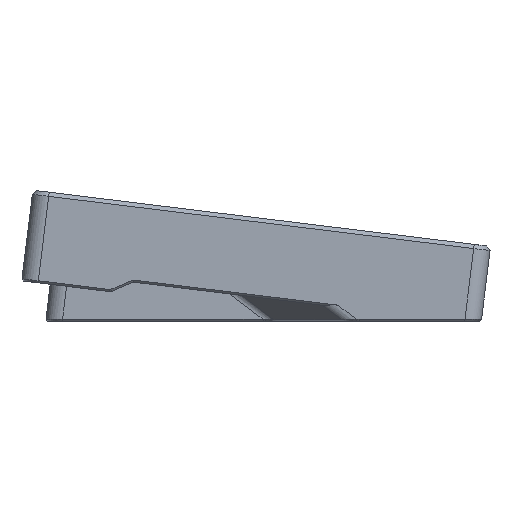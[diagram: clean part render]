
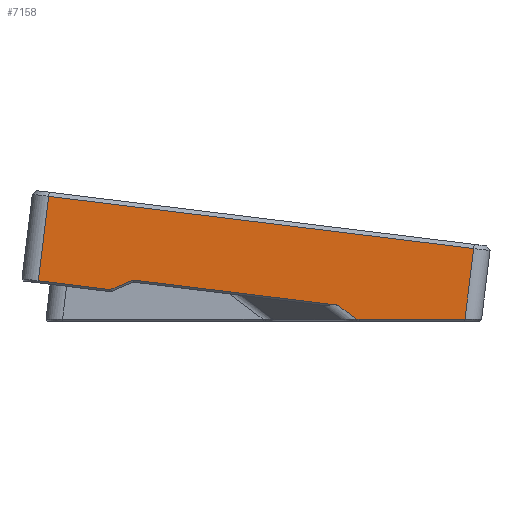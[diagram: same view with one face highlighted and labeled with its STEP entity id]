
A CAD part, left-side view. The second image highlights one B-rep face of the part: STEP entity #7158.
In plain terms, the highlighted planar face has unit normal (-1, 0, 0).
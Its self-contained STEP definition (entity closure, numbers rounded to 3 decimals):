
#203=B_SPLINE_CURVE_WITH_KNOTS('',3,(#10559,#10560,#10561,#10562,#10563,
#10564,#10565,#10566,#10567,#10568,#10569,#10570,#10571),.UNSPECIFIED.,
 .F.,.F.,(4,3,3,3,4),(0.,0.008,0.014,0.022,
0.028),.UNSPECIFIED.);
#204=B_SPLINE_CURVE_WITH_KNOTS('',3,(#10577,#10578,#10579,#10580),
 .UNSPECIFIED.,.F.,.F.,(4,4),(-1.571,-1.438),
 .UNSPECIFIED.);
#205=B_SPLINE_CURVE_WITH_KNOTS('',3,(#10583,#10584,#10585,#10586),
 .UNSPECIFIED.,.F.,.F.,(4,4),(1.556,1.571),
 .UNSPECIFIED.);
#288=ELLIPSE('',#7654,1.008,0.7);
#336=PLANE('',#7653);
#543=FACE_OUTER_BOUND('',#955,.T.);
#955=EDGE_LOOP('',(#5043,#5044,#5045,#5046,#5047,#5048,#5049,#5050,#5051,
#5052,#5053,#5054));
#1361=LINE('',#10248,#2020);
#1367=LINE('',#10269,#2026);
#1450=LINE('',#10543,#2109);
#1452=LINE('',#10553,#2111);
#1453=LINE('',#10557,#2112);
#1454=LINE('',#10573,#2113);
#1455=LINE('',#10575,#2114);
#1456=LINE('',#10582,#2115);
#2020=VECTOR('',#8279,10.);
#2026=VECTOR('',#8303,10.);
#2109=VECTOR('',#8556,10.);
#2111=VECTOR('',#8560,10.);
#2112=VECTOR('',#8563,10.);
#2113=VECTOR('',#8564,10.);
#2114=VECTOR('',#8565,10.);
#2115=VECTOR('',#8566,10.);
#2974=VERTEX_POINT('',#10238);
#2976=VERTEX_POINT('',#10244);
#2983=VERTEX_POINT('',#10267);
#3076=VERTEX_POINT('',#10542);
#3078=VERTEX_POINT('',#10552);
#3079=VERTEX_POINT('',#10554);
#3080=VERTEX_POINT('',#10556);
#3081=VERTEX_POINT('',#10558);
#3082=VERTEX_POINT('',#10572);
#3083=VERTEX_POINT('',#10574);
#3084=VERTEX_POINT('',#10576);
#3085=VERTEX_POINT('',#10581);
#3699=EDGE_CURVE('',#2974,#2976,#1361,.T.);
#3710=EDGE_CURVE('',#2983,#2974,#1367,.T.);
#3839=EDGE_CURVE('',#2976,#3076,#1450,.T.);
#3842=EDGE_CURVE('',#3078,#2983,#1452,.T.);
#3843=EDGE_CURVE('',#3079,#3078,#288,.T.);
#3844=EDGE_CURVE('',#3080,#3079,#1453,.T.);
#3845=EDGE_CURVE('',#3081,#3080,#203,.T.);
#3846=EDGE_CURVE('',#3082,#3081,#1454,.T.);
#3847=EDGE_CURVE('',#3082,#3083,#1455,.T.);
#3848=EDGE_CURVE('',#3084,#3083,#204,.T.);
#3849=EDGE_CURVE('',#3085,#3084,#1456,.T.);
#3850=EDGE_CURVE('',#3076,#3085,#205,.T.);
#5043=ORIENTED_EDGE('',*,*,#3699,.F.);
#5044=ORIENTED_EDGE('',*,*,#3710,.F.);
#5045=ORIENTED_EDGE('',*,*,#3842,.F.);
#5046=ORIENTED_EDGE('',*,*,#3843,.F.);
#5047=ORIENTED_EDGE('',*,*,#3844,.F.);
#5048=ORIENTED_EDGE('',*,*,#3845,.F.);
#5049=ORIENTED_EDGE('',*,*,#3846,.F.);
#5050=ORIENTED_EDGE('',*,*,#3847,.T.);
#5051=ORIENTED_EDGE('',*,*,#3848,.F.);
#5052=ORIENTED_EDGE('',*,*,#3849,.F.);
#5053=ORIENTED_EDGE('',*,*,#3850,.F.);
#5054=ORIENTED_EDGE('',*,*,#3839,.F.);
#7158=ADVANCED_FACE('',(#543),#336,.F.);
#7653=AXIS2_PLACEMENT_3D('',#10551,#8558,#8559);
#7654=AXIS2_PLACEMENT_3D('',#10555,#8561,#8562);
#8279=DIRECTION('',(0.,-0.993,-0.122));
#8303=DIRECTION('',(0.,-0.122,0.993));
#8556=DIRECTION('',(0.,0.122,-0.993));
#8558=DIRECTION('center_axis',(1.,0.,0.));
#8559=DIRECTION('ref_axis',(0.,0.122,-0.993));
#8560=DIRECTION('',(0.,0.993,0.122));
#8561=DIRECTION('center_axis',(1.,0.,0.));
#8562=DIRECTION('ref_axis',(0.,-0.139,-0.99));
#8563=DIRECTION('',(0.,0.921,-0.391));
#8564=DIRECTION('',(0.,0.993,0.122));
#8565=DIRECTION('',(0.,-0.799,-0.602));
#8566=DIRECTION('',(0.,1.,0.));
#10238=CARTESIAN_POINT('',(-147.35,47.598,42.135));
#10244=CARTESIAN_POINT('',(-147.35,-55.825,29.436));
#10248=CARTESIAN_POINT('',(-147.35,-29.721,32.641));
#10267=CARTESIAN_POINT('',(-147.35,50.121,21.589));
#10269=CARTESIAN_POINT('',(-147.35,50.223,20.759));
#10542=CARTESIAN_POINT('',(-147.35,-53.713,12.236));
#10543=CARTESIAN_POINT('',(-147.35,-53.553,10.934));
#10551=CARTESIAN_POINT('Origin',(-147.35,-0.573,6.953));
#10552=CARTESIAN_POINT('',(-147.35,32.714,19.452));
#10553=CARTESIAN_POINT('',(-147.35,15.429,17.329));
#10554=CARTESIAN_POINT('',(-147.35,32.461,19.487));
#10555=CARTESIAN_POINT('Origin',(-147.35,32.725,20.45));
#10556=CARTESIAN_POINT('',(-147.35,27.19,21.724));
#10557=CARTESIAN_POINT('',(-147.35,18.081,25.591));
#10558=CARTESIAN_POINT('',(-147.35,26.919,21.763));
#10559=CARTESIAN_POINT('Ctrl Pts',(-147.35,26.919,21.763));
#10560=CARTESIAN_POINT('Ctrl Pts',(-147.35,26.946,21.766));
#10561=CARTESIAN_POINT('Ctrl Pts',(-147.35,26.973,21.767));
#10562=CARTESIAN_POINT('Ctrl Pts',(-147.35,27.001,21.766));
#10563=CARTESIAN_POINT('Ctrl Pts',(-147.35,27.019,21.766));
#10564=CARTESIAN_POINT('Ctrl Pts',(-147.35,27.038,21.764));
#10565=CARTESIAN_POINT('Ctrl Pts',(-147.35,27.057,21.761));
#10566=CARTESIAN_POINT('Ctrl Pts',(-147.35,27.084,21.758));
#10567=CARTESIAN_POINT('Ctrl Pts',(-147.35,27.111,21.752));
#10568=CARTESIAN_POINT('Ctrl Pts',(-147.35,27.137,21.744));
#10569=CARTESIAN_POINT('Ctrl Pts',(-147.35,27.155,21.738));
#10570=CARTESIAN_POINT('Ctrl Pts',(-147.35,27.173,21.732));
#10571=CARTESIAN_POINT('Ctrl Pts',(-147.35,27.19,21.724));
#10572=CARTESIAN_POINT('',(-147.35,-22.749,15.664));
#10573=CARTESIAN_POINT('',(-147.35,-131.932,2.258));
#10574=CARTESIAN_POINT('',(-147.35,-27.299,12.235));
#10575=CARTESIAN_POINT('',(-147.35,-12.792,23.167));
#10576=CARTESIAN_POINT('',(-147.35,-27.962,12.236));
#10577=CARTESIAN_POINT('Ctrl Pts',(-147.35,-27.962,12.236));
#10578=CARTESIAN_POINT('Ctrl Pts',(-147.35,-27.741,12.236));
#10579=CARTESIAN_POINT('Ctrl Pts',(-147.35,-27.52,12.236));
#10580=CARTESIAN_POINT('Ctrl Pts',(-147.35,-27.299,12.235));
#10581=CARTESIAN_POINT('',(-147.35,-53.652,12.236));
#10582=CARTESIAN_POINT('',(-147.35,-28.624,12.236));
#10583=CARTESIAN_POINT('Ctrl Pts',(-147.35,-53.713,12.236));
#10584=CARTESIAN_POINT('Ctrl Pts',(-147.35,-53.693,12.236));
#10585=CARTESIAN_POINT('Ctrl Pts',(-147.35,-53.672,12.236));
#10586=CARTESIAN_POINT('Ctrl Pts',(-147.35,-53.652,12.236));
